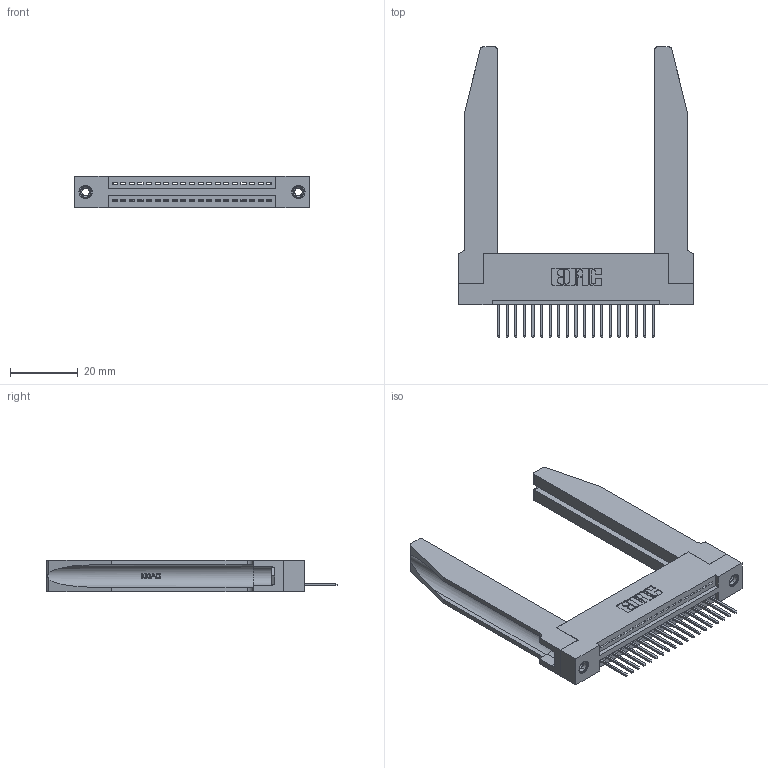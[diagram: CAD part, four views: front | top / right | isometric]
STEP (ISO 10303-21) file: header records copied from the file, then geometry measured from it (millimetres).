
FILE_DESCRIPTION (( 'STEP AP203' ), '1' );
FILE_NAME ('395-019-523-178.STEP', '2019-10-17T16:53:58', ( '' ), ( '' ), 'SwSTEP 2.0', 'SolidWorks 2016', '' );
FILE_SCHEMA (( 'CONFIG_CONTROL_DESIGN' ));
Length unit declared in the file: inch
Products named in the file (5): 345-250-001_345-250-001-102; 345-220-078_345-220-078; 395-019-523-178; 345-292-001_345-293-123; 345 Part_Flush Mounting Lugs - 0.156 Dia-TH
Assembly tree (24 placements, depth 2):
  395-019-523-178
    345 Part_Flush Mounting Lugs - 0.156 Dia-TH
    345-292-001_345-293-123  x19
    345-250-001_345-250-001-102  x2
    345-220-078_345-220-078  x2
Bounding box: 69.49 x 85.78 x 9.4 mm (x, y, z)
Volume: 14175.4 mm3; surface area: 15065.2 mm2
Topology: 24 solids, 24 shells, 1462 faces, 4293 edges, 2826 vertices
Faces by surface type: plane 982, cylinder 428, bspline 36, cone 12, torus 4
Entity records: 22154 total; most frequent: CARTESIAN_POINT 4736, ORIENTED_EDGE 3586, DIRECTION 3177, EDGE_CURVE 1793, VECTOR 1491, LINE 1491, VERTEX_POINT 1188, AXIS2_PLACEMENT_3D 843
